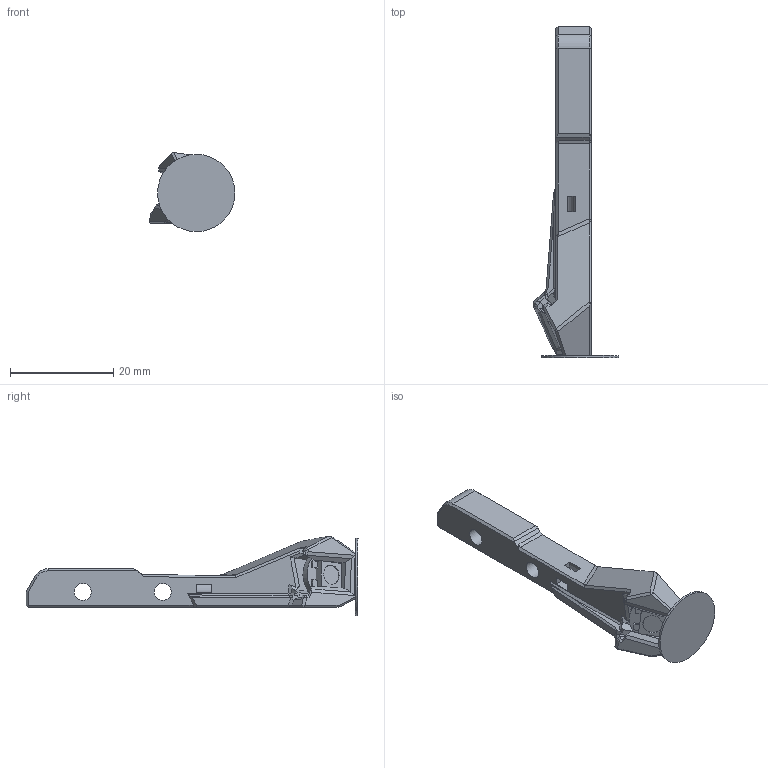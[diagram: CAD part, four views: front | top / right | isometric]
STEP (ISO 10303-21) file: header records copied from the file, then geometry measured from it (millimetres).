
FILE_DESCRIPTION(/* description */ (''),/* implementation_level */ '2;1');
FILE_NAME(/* name */ 'LED_Mount.step',/* time_stamp */ '2022-12-04T10:54:07+01:00',/* author */ (''),/* organization */ (''),/* preprocessor_version */ 'ST-DEVELOPER v19.2',/* originating_system */ 'Autodesk Translation Framework v11.17.0.187',/* authorisation */ '');
FILE_SCHEMA (('AUTOMOTIVE_DESIGN { 1 0 10303 214 3 1 1 }'));
Length unit declared in the file: millimetre
Products named in the file (2): FusionComponent; rgbw_led_pcb (3)
Assembly tree (1 placements, depth 2):
  FusionComponent
    rgbw_led_pcb (3)
Bounding box: 16.66 x 64.36 x 15.4 mm (x, y, z)
Volume: 3478.4 mm3; surface area: 2871.7 mm2
Topology: 2 solids, 2 shells, 209 faces, 544 edges, 348 vertices
Faces by surface type: plane 171, cylinder 34, cone 4
Full cylindrical faces by diameter (mm): 3.3 x2, 3.8 x1, 9.5 x1, 15 x1
Entity records: 6471 total; most frequent: CARTESIAN_POINT 1104, ORIENTED_EDGE 1088, DIRECTION 1048, EDGE_CURVE 544, LINE 464, VECTOR 464, VERTEX_POINT 348, AXIS2_PLACEMENT_3D 292
